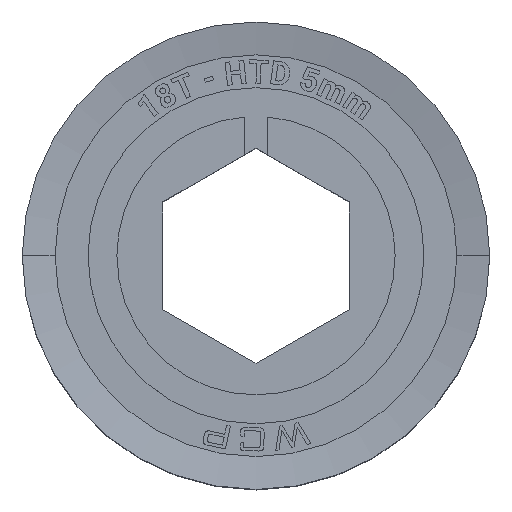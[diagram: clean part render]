
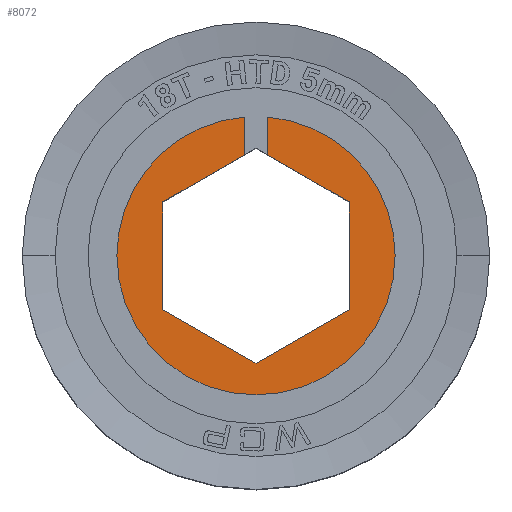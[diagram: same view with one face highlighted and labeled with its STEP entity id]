
A CAD part, top view. The second image highlights one B-rep face of the part: STEP entity #8072.
In plain terms, the highlighted planar face has unit normal (0, 0, 1).
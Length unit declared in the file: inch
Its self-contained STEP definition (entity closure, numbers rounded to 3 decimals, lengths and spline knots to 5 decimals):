
#196 = CARTESIAN_POINT ( 'NONE',  ( -0.251, -0.14491, 0.4375 ) ) ;
#431 = VECTOR ( 'NONE', #20128, 39.37008 ) ;
#472 = CARTESIAN_POINT ( 'NONE',  ( 0., 0., 0.4375 ) ) ;
#608 = CARTESIAN_POINT ( 'NONE',  ( 0., 0.28983, 0.4375 ) ) ;
#805 = AXIS2_PLACEMENT_3D ( 'NONE', #22236, #14105, #22510 ) ;
#870 = EDGE_CURVE ( 'NONE', #5152, #9215, #2203, .T. ) ;
#1433 = LINE ( 'NONE', #14508, #15476 ) ;
#1569 = VECTOR ( 'NONE', #18395, 39.37008 ) ;
#1741 = LINE ( 'NONE', #11829, #1569 ) ;
#2114 = FACE_OUTER_BOUND ( 'NONE', #11700, .T. ) ;
#2203 = LINE ( 'NONE', #21064, #8582 ) ;
#2873 = ORIENTED_EDGE ( 'NONE', *, *, #13000, .F. ) ;
#3495 = CARTESIAN_POINT ( 'NONE',  ( 0.03125, 0.3737, 0.4375 ) ) ;
#3653 = LINE ( 'NONE', #12098, #22556 ) ;
#4356 = CARTESIAN_POINT ( 'NONE',  ( 0.251, -0.14491, 0.4375 ) ) ;
#4623 = CIRCLE ( 'NONE', #20876, 0.375 ) ;
#4838 = CARTESIAN_POINT ( 'NONE',  ( 0.03125, 0.27179, 0.4375 ) ) ;
#4872 = LINE ( 'NONE', #608, #25055 ) ;
#5152 = VERTEX_POINT ( 'NONE', #10817 ) ;
#5294 = AXIS2_PLACEMENT_3D ( 'NONE', #472, #19579, #13275 ) ;
#5665 = VECTOR ( 'NONE', #18644, 39.37008 ) ;
#6135 = CARTESIAN_POINT ( 'NONE',  ( 0., 0., 0.4375 ) ) ;
#6534 = PLANE ( 'NONE',  #24706 ) ;
#6645 = CARTESIAN_POINT ( 'NONE',  ( -0.03125, 0.3737, 0.4375 ) ) ;
#6743 = ORIENTED_EDGE ( 'NONE', *, *, #11342, .T. ) ;
#6990 = EDGE_CURVE ( 'NONE', #9215, #17269, #17119, .T. ) ;
#7905 = VERTEX_POINT ( 'NONE', #24030 ) ;
#8072 = ADVANCED_FACE ( 'NONE', ( #2114 ), #6534, .T. ) ;
#8582 = VECTOR ( 'NONE', #16822, 39.37008 ) ;
#8716 = CIRCLE ( 'NONE', #805, 0.375 ) ;
#8841 = EDGE_CURVE ( 'NONE', #13209, #7905, #3653, .T. ) ;
#9215 = VERTEX_POINT ( 'NONE', #4838 ) ;
#9323 = VERTEX_POINT ( 'NONE', #6645 ) ;
#9339 = DIRECTION ( 'NONE',  ( 0., 0., 1. ) ) ;
#9846 = DIRECTION ( 'NONE',  ( 0., -1., 0. ) ) ;
#10219 = EDGE_CURVE ( 'NONE', #25344, #5152, #1741, .T. ) ;
#10264 = LINE ( 'NONE', #196, #5665 ) ;
#10817 = CARTESIAN_POINT ( 'NONE',  ( 0.251, 0.14491, 0.4375 ) ) ;
#11342 = EDGE_CURVE ( 'NONE', #12684, #17269, #8716, .T. ) ;
#11431 = EDGE_CURVE ( 'NONE', #7905, #18627, #10264, .T. ) ;
#11700 = EDGE_LOOP ( 'NONE', ( #21811, #23060, #16811, #2873, #21391, #19028, #12189, #22071, #16850, #26073, #6743 ) ) ;
#11829 = CARTESIAN_POINT ( 'NONE',  ( 0.251, -0.14491, 0.4375 ) ) ;
#12098 = CARTESIAN_POINT ( 'NONE',  ( -0.251, 0.14491, 0.4375 ) ) ;
#12189 = ORIENTED_EDGE ( 'NONE', *, *, #12852, .F. ) ;
#12251 = CARTESIAN_POINT ( 'NONE',  ( 0.03125, 0.18284, 0.4375 ) ) ;
#12412 = VECTOR ( 'NONE', #23456, 39.37008 ) ;
#12684 = VERTEX_POINT ( 'NONE', #25125 ) ;
#12847 = EDGE_CURVE ( 'NONE', #9323, #18739, #14958, .T. ) ;
#12852 = EDGE_CURVE ( 'NONE', #24968, #13209, #4872, .T. ) ;
#13000 = EDGE_CURVE ( 'NONE', #18627, #25344, #13419, .T. ) ;
#13209 = VERTEX_POINT ( 'NONE', #15181 ) ;
#13275 = DIRECTION ( 'NONE',  ( 1., 0., 0. ) ) ;
#13419 = LINE ( 'NONE', #22355, #431 ) ;
#14105 = DIRECTION ( 'NONE',  ( 0., 0., 1. ) ) ;
#14508 = CARTESIAN_POINT ( 'NONE',  ( -0.03125, 0.18284, 0.4375 ) ) ;
#14958 = CIRCLE ( 'NONE', #5294, 0.375 ) ;
#15017 = EDGE_CURVE ( 'NONE', #9323, #24968, #1433, .T. ) ;
#15181 = CARTESIAN_POINT ( 'NONE',  ( -0.251, 0.14491, 0.4375 ) ) ;
#15431 = CARTESIAN_POINT ( 'NONE',  ( -0.375, 0., 0.4375 ) ) ;
#15476 = VECTOR ( 'NONE', #9846, 39.37008 ) ;
#16811 = ORIENTED_EDGE ( 'NONE', *, *, #10219, .F. ) ;
#16822 = DIRECTION ( 'NONE',  ( -0.866, 0.5, 0. ) ) ;
#16850 = ORIENTED_EDGE ( 'NONE', *, *, #12847, .T. ) ;
#17119 = LINE ( 'NONE', #12251, #12412 ) ;
#17269 = VERTEX_POINT ( 'NONE', #3495 ) ;
#18395 = DIRECTION ( 'NONE',  ( 0., 1., 0. ) ) ;
#18627 = VERTEX_POINT ( 'NONE', #21891 ) ;
#18644 = DIRECTION ( 'NONE',  ( 0.866, -0.5, 0. ) ) ;
#18739 = VERTEX_POINT ( 'NONE', #15431 ) ;
#18869 = EDGE_CURVE ( 'NONE', #18739, #12684, #4623, .T. ) ;
#19028 = ORIENTED_EDGE ( 'NONE', *, *, #8841, .F. ) ;
#19579 = DIRECTION ( 'NONE',  ( 0., 0., 1. ) ) ;
#19898 = DIRECTION ( 'NONE',  ( 1., 0., 0. ) ) ;
#20128 = DIRECTION ( 'NONE',  ( 0.866, 0.5, 0. ) ) ;
#20369 = CARTESIAN_POINT ( 'NONE',  ( -0.03125, 0.27179, 0.4375 ) ) ;
#20876 = AXIS2_PLACEMENT_3D ( 'NONE', #22000, #9339, #19898 ) ;
#21064 = CARTESIAN_POINT ( 'NONE',  ( 0.251, 0.14491, 0.4375 ) ) ;
#21119 = DIRECTION ( 'NONE',  ( 1., 0., 0. ) ) ;
#21248 = DIRECTION ( 'NONE',  ( -0.866, -0.5, 0. ) ) ;
#21391 = ORIENTED_EDGE ( 'NONE', *, *, #11431, .F. ) ;
#21811 = ORIENTED_EDGE ( 'NONE', *, *, #6990, .F. ) ;
#21891 = CARTESIAN_POINT ( 'NONE',  ( 0., -0.28983, 0.4375 ) ) ;
#22000 = CARTESIAN_POINT ( 'NONE',  ( 0., 0., 0.4375 ) ) ;
#22071 = ORIENTED_EDGE ( 'NONE', *, *, #15017, .F. ) ;
#22236 = CARTESIAN_POINT ( 'NONE',  ( 0., 0., 0.4375 ) ) ;
#22355 = CARTESIAN_POINT ( 'NONE',  ( 0., -0.28983, 0.4375 ) ) ;
#22510 = DIRECTION ( 'NONE',  ( 1., 0., 0. ) ) ;
#22556 = VECTOR ( 'NONE', #24988, 39.37008 ) ;
#22659 = DIRECTION ( 'NONE',  ( 0., 0., 1. ) ) ;
#23060 = ORIENTED_EDGE ( 'NONE', *, *, #870, .F. ) ;
#23456 = DIRECTION ( 'NONE',  ( 0., 1., 0. ) ) ;
#24030 = CARTESIAN_POINT ( 'NONE',  ( -0.251, -0.14491, 0.4375 ) ) ;
#24706 = AXIS2_PLACEMENT_3D ( 'NONE', #6135, #22659, #21119 ) ;
#24968 = VERTEX_POINT ( 'NONE', #20369 ) ;
#24988 = DIRECTION ( 'NONE',  ( 0., -1., 0. ) ) ;
#25055 = VECTOR ( 'NONE', #21248, 39.37008 ) ;
#25125 = CARTESIAN_POINT ( 'NONE',  ( 0.375, 0., 0.4375 ) ) ;
#25344 = VERTEX_POINT ( 'NONE', #4356 ) ;
#26073 = ORIENTED_EDGE ( 'NONE', *, *, #18869, .T. ) ;
